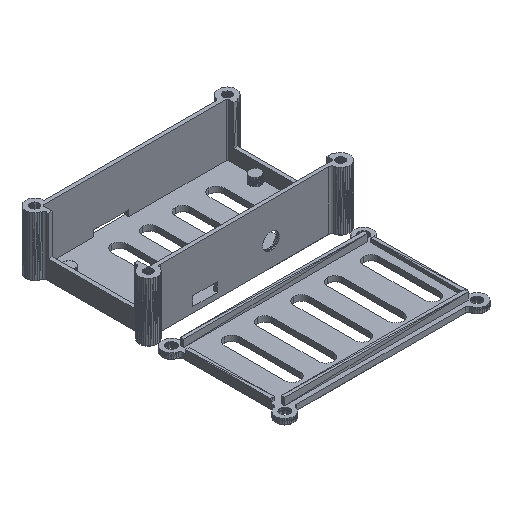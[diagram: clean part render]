
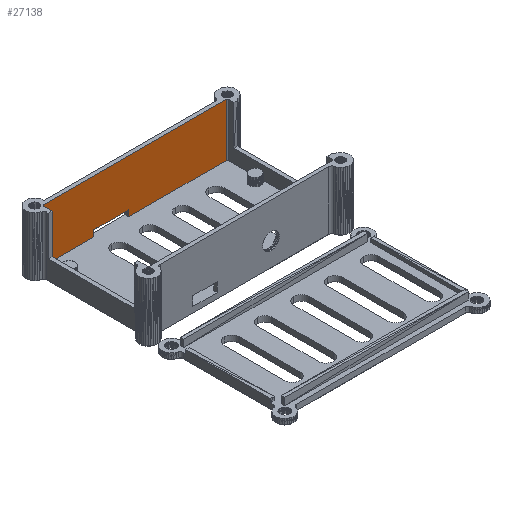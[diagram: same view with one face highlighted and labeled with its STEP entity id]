
A CAD part, isometric view. The second image highlights one B-rep face of the part: STEP entity #27138.
In plain terms, the highlighted planar face has unit normal (0, -1, 0).
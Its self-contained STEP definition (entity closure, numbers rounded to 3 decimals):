
#378=FACE_OUTER_BOUND('',#2196,.T.);
#2196=EDGE_LOOP('',(#18636,#18637,#18638,#18639,#18640,#18641,#18642,#18643));
#4367=LINE('',#39676,#8068);
#4393=LINE('',#39739,#8094);
#4397=LINE('',#39747,#8098);
#4527=LINE('',#40007,#8228);
#4528=LINE('',#40008,#8229);
#4529=LINE('',#40010,#8230);
#4530=LINE('',#40012,#8231);
#4531=LINE('',#40013,#8232);
#8068=VECTOR('',#31800,10.);
#8094=VECTOR('',#31848,10.);
#8098=VECTOR('',#31852,10.);
#8228=VECTOR('',#31988,10.);
#8229=VECTOR('',#31989,10.);
#8230=VECTOR('',#31990,10.);
#8231=VECTOR('',#31991,10.);
#8232=VECTOR('',#31992,10.);
#11830=VERTEX_POINT('',#39673);
#11831=VERTEX_POINT('',#39675);
#11857=VERTEX_POINT('',#39738);
#11860=VERTEX_POINT('',#39744);
#11861=VERTEX_POINT('',#39746);
#11988=VERTEX_POINT('',#40006);
#11989=VERTEX_POINT('',#40009);
#11990=VERTEX_POINT('',#40011);
#14135=EDGE_CURVE('',#11831,#11830,#4367,.T.);
#14166=EDGE_CURVE('',#11857,#11831,#4393,.T.);
#14170=EDGE_CURVE('',#11861,#11860,#4397,.T.);
#14302=EDGE_CURVE('',#11830,#11988,#4527,.T.);
#14303=EDGE_CURVE('',#11988,#11861,#4528,.T.);
#14304=EDGE_CURVE('',#11860,#11989,#4529,.T.);
#14305=EDGE_CURVE('',#11989,#11990,#4530,.T.);
#14306=EDGE_CURVE('',#11857,#11990,#4531,.T.);
#18636=ORIENTED_EDGE('',*,*,#14135,.T.);
#18637=ORIENTED_EDGE('',*,*,#14302,.T.);
#18638=ORIENTED_EDGE('',*,*,#14303,.T.);
#18639=ORIENTED_EDGE('',*,*,#14170,.T.);
#18640=ORIENTED_EDGE('',*,*,#14304,.T.);
#18641=ORIENTED_EDGE('',*,*,#14305,.T.);
#18642=ORIENTED_EDGE('',*,*,#14306,.F.);
#18643=ORIENTED_EDGE('',*,*,#14166,.T.);
#25402=PLANE('',#29034);
#27138=ADVANCED_FACE('',(#378),#25402,.T.);
#29034=AXIS2_PLACEMENT_3D('',#40005,#31986,#31987);
#31800=DIRECTION('',(0.,0.,1.));
#31848=DIRECTION('',(1.,0.,0.));
#31852=DIRECTION('',(1.,0.,0.));
#31986=DIRECTION('center_axis',(0.,-1.,0.));
#31987=DIRECTION('ref_axis',(0.,0.,-1.));
#31988=DIRECTION('',(-1.,0.,0.));
#31989=DIRECTION('',(0.,0.,-1.));
#31990=DIRECTION('',(0.,0.,1.));
#31991=DIRECTION('',(1.,0.,0.));
#31992=DIRECTION('',(0.,0.,1.));
#39673=CARTESIAN_POINT('',(335.2,-10.,102.85));
#39675=CARTESIAN_POINT('',(335.2,-10.,85.35));
#39676=CARTESIAN_POINT('',(335.2,-10.,85.35));
#39738=CARTESIAN_POINT('',(303.,-10.,85.35));
#39739=CARTESIAN_POINT('',(303.,-10.,85.35));
#39744=CARTESIAN_POINT('',(291.5,-10.,85.35));
#39746=CARTESIAN_POINT('',(274.8,-10.,85.35));
#39747=CARTESIAN_POINT('',(274.5,-10.,85.35));
#40005=CARTESIAN_POINT('Origin',(291.5,-10.,87.35));
#40006=CARTESIAN_POINT('',(274.8,-10.,102.85));
#40007=CARTESIAN_POINT('',(313.5,-10.,102.85));
#40008=CARTESIAN_POINT('',(274.8,-10.,85.35));
#40009=CARTESIAN_POINT('',(291.5,-10.,87.35));
#40010=CARTESIAN_POINT('',(291.5,-10.,85.35));
#40011=CARTESIAN_POINT('',(303.,-10.,87.35));
#40012=CARTESIAN_POINT('',(291.5,-10.,87.35));
#40013=CARTESIAN_POINT('',(303.,-10.,85.35));
